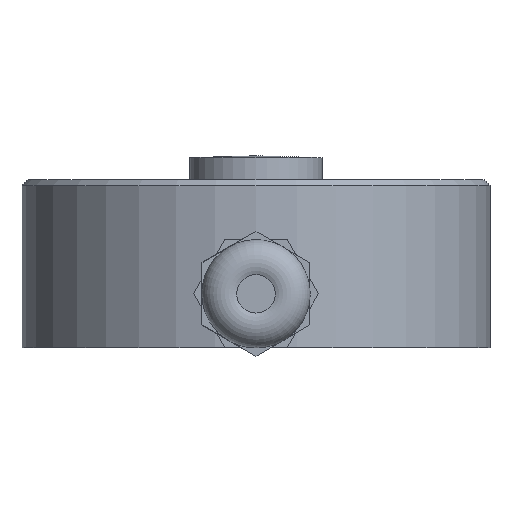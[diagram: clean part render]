
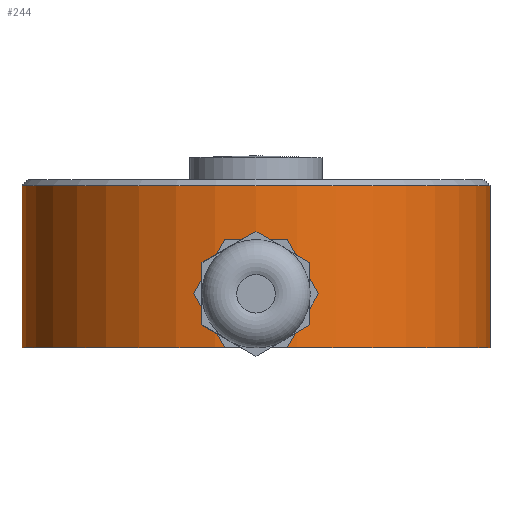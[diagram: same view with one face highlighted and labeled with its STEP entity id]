
A CAD part, front view. The second image highlights one B-rep face of the part: STEP entity #244.
In plain terms, the highlighted cylindrical face has radius 19.5 mm (diameter 39 mm), a full revolution.
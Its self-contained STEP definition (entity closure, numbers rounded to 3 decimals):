
#244 = ADVANCED_FACE( '', ( #496, #497 ), #498, .T. );
#496 = FACE_OUTER_BOUND( '', #775, .T. );
#497 = FACE_OUTER_BOUND( '', #776, .T. );
#498 = CYLINDRICAL_SURFACE( '', #777, 19.5 );
#775 = EDGE_LOOP( '', ( #1214 ) );
#776 = EDGE_LOOP( '', ( #1215 ) );
#777 = AXIS2_PLACEMENT_3D( '', #1216, #1217, #1218 );
#1214 = ORIENTED_EDGE( '', *, *, #1538, .T. );
#1215 = ORIENTED_EDGE( '', *, *, #1627, .F. );
#1216 = CARTESIAN_POINT( '', ( 0., 0., 16. ) );
#1217 = DIRECTION( '', ( 0., 0., 1. ) );
#1218 = DIRECTION( '', ( -1., 0., 0. ) );
#1538 = EDGE_CURVE( '', #1790, #1790, #1791, .T. );
#1627 = EDGE_CURVE( '', #1915, #1915, #1916, .T. );
#1790 = VERTEX_POINT( '', #2110 );
#1791 = CIRCLE( '', #2111, 19.5 );
#1915 = VERTEX_POINT( '', #2272 );
#1916 = CIRCLE( '', #2273, 19.5 );
#2110 = CARTESIAN_POINT( '', ( -19.5, 0., 13.5 ) );
#2111 = AXIS2_PLACEMENT_3D( '', #2440, #2441, #2442 );
#2272 = CARTESIAN_POINT( '', ( 19.5, 0., 0. ) );
#2273 = AXIS2_PLACEMENT_3D( '', #2549, #2550, #2551 );
#2440 = CARTESIAN_POINT( '', ( 0., 0., 13.5 ) );
#2441 = DIRECTION( '', ( 0., 0., -1. ) );
#2442 = DIRECTION( '', ( -1., 0., 0. ) );
#2549 = CARTESIAN_POINT( '', ( 0., 0., 0. ) );
#2550 = DIRECTION( '', ( 0., 0., -1. ) );
#2551 = DIRECTION( '', ( 1., 0., 0. ) );
